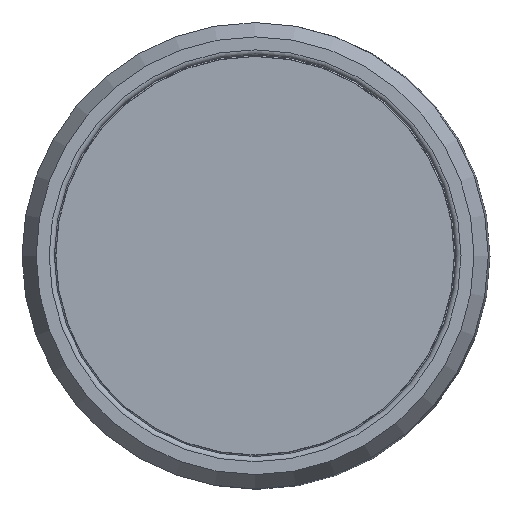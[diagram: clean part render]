
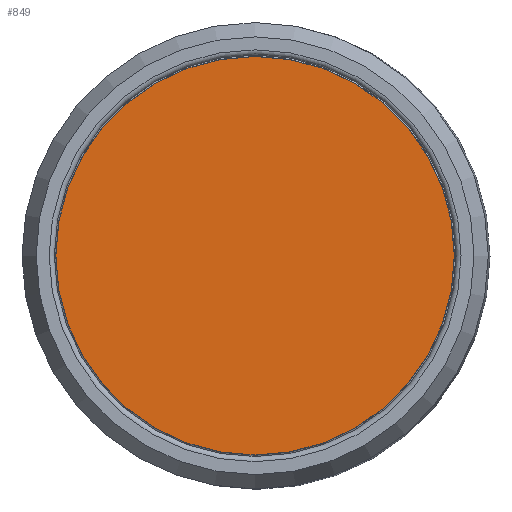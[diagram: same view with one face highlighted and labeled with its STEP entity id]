
A CAD part, left-side view. The second image highlights one B-rep face of the part: STEP entity #849.
In plain terms, the highlighted planar face has unit normal (-1, 0.002, 0.001).
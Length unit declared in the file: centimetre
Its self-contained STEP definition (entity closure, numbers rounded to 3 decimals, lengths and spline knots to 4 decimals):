
#136=PLANE('',#918);
#165=CIRCLE('',#917,0.7692);
#282=FACE_OUTER_BOUND('',#347,.T.);
#347=EDGE_LOOP('',(#626));
#441=VERTEX_POINT('',#1576);
#519=EDGE_CURVE('',#441,#441,#165,.T.);
#626=ORIENTED_EDGE('',*,*,#519,.F.);
#849=ADVANCED_FACE('',(#282),#136,.T.);
#917=AXIS2_PLACEMENT_3D('',#1577,#1035,#1036);
#918=AXIS2_PLACEMENT_3D('',#1578,#1037,#1038);
#1035=DIRECTION('center_axis',(1.,-0.002,-0.001));
#1036=DIRECTION('ref_axis',(-0.001,0.,-1.));
#1037=DIRECTION('center_axis',(-1.,0.002,0.001));
#1038=DIRECTION('ref_axis',(0.001,0.,1.));
#1576=CARTESIAN_POINT('',(-3.1796,0.4132,-0.7661));
#1577=CARTESIAN_POINT('Origin',(-3.1791,0.4132,0.0031));
#1578=CARTESIAN_POINT('Origin',(-3.1796,0.4132,-0.7661));
